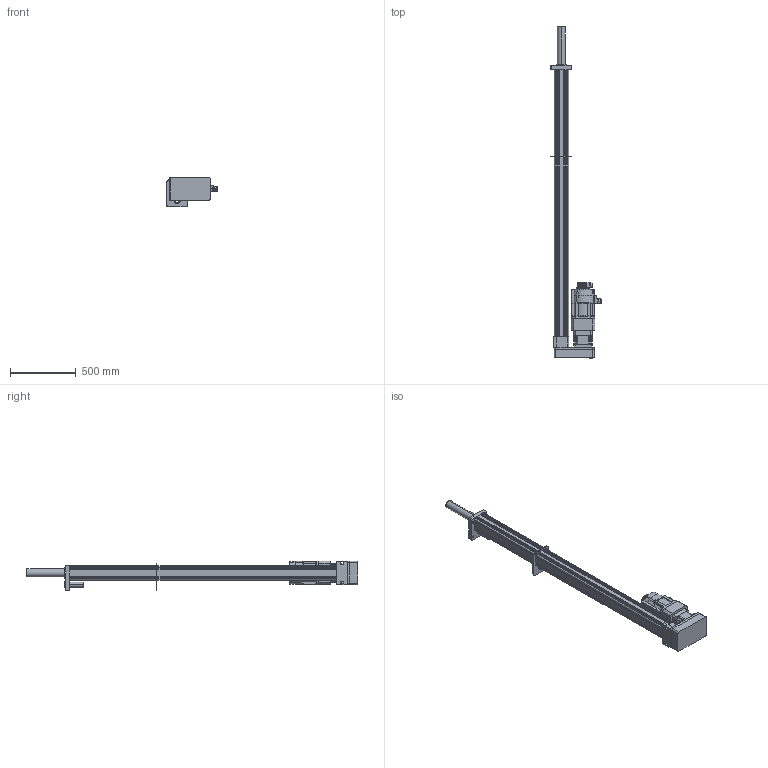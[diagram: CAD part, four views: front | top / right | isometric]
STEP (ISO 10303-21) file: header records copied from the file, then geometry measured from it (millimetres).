
FILE_DESCRIPTION (( 'STEP AP203' ), '1' );
FILE_NAME ('230612-ZH-110缸折叠1850行程装配体.STEP', '2025-01-17T08:53:26', ( '微软用户' ), ( '微软中国' ), 'SwSTEP 2.0', 'SolidWorks 2022', '' );
FILE_SCHEMA (( 'CONFIG_CONTROL_DESIGN' ));
Length unit declared in the file: millimetre
Products named in the file (7): 垫板; 230612-ZH-110缸折叠1850行程装配体; 固定导向板; PGH142(新款单级 42-114.3-200-m12 带键槽 加厚法兰); 80缸用铜套内孔D30-50; MS1H3-29C15CD-U(A)334Z; 110缸行程1500折叠前法兰安装
Assembly tree (6 placements, depth 2):
  230612-ZH-110缸折叠1850行程装配体
    110缸行程1500折叠前法兰安装
    MS1H3-29C15CD-U(A)334Z
    PGH142(新款单级 42-114.3-200-m12 带键槽 加厚法兰)
    垫板
    固定导向板
    80缸用铜套内孔D30-50
Bounding box: 383 x 2531 x 228 mm (x, y, z)
Volume: 26968616.9 mm3; surface area: 3243019.1 mm2
Topology: 25 solids, 30 shells, 1542 faces, 3934 edges, 2433 vertices
Faces by surface type: cylinder 752, plane 477, bspline 281, cone 30, torus 2
Entity records: 58953 total; most frequent: CARTESIAN_POINT 22433, ORIENTED_EDGE 7682, DIRECTION 7425, EDGE_CURVE 3841, AXIS2_PLACEMENT_3D 2802, VERTEX_POINT 2433, LINE 1821, VECTOR 1821
